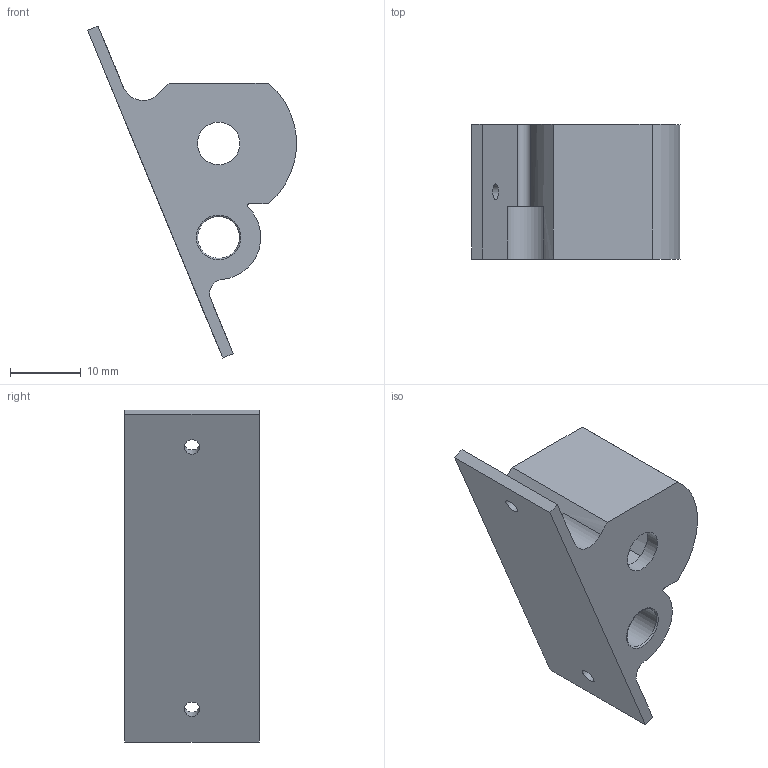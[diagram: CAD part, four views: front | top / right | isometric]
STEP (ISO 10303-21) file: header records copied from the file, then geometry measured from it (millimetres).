
FILE_DESCRIPTION(/* description */ ('STEP AP242','CAx-IF Rec.Pracs.---Representation and Presentation of Product Manufacturing Information (PMI)---4.0---2014-10-13','CAx-IF Rec.Pracs.---3D Tessellated Geometry---0.4---2014-09-14','2;1'),/* implementation_level */ '2;1');
FILE_NAME(/* name */ '66ebfcf53005041fa79516ca',/* time_stamp */ '2024-09-19T10:29:10Z',/* author */ (''),/* organization */ (''),/* preprocessor_version */ 'ST-DEVELOPER v20',/* originating_system */ ' ',/* authorisation */ ' ');
FILE_SCHEMA (('AP242_MANAGED_MODEL_BASED_3D_ENGINEERING_MIM_LF { 1 0 10303 442 1 1 4 }'));
Length unit declared in the file: metre
Products named in the file (1): MotormountR
Bounding box: 29.44 x 19 x 46.84 mm (x, y, z)
Volume: 3484.7 mm3; surface area: 4768.9 mm2
Topology: 1 solids, 1 shells, 32 faces, 86 edges, 57 vertices
Faces by surface type: plane 15, cylinder 15, torus 2
Full cylindrical faces by diameter (mm): 2.2 x2, 5.9 x1, 6 x1
Entity records: 1014 total; most frequent: DIRECTION 178, CARTESIAN_POINT 168, ORIENTED_EDGE 158, EDGE_CURVE 79, AXIS2_PLACEMENT_3D 66, VERTEX_POINT 56, EDGE_LOOP 47, FACE_BOUND 47
